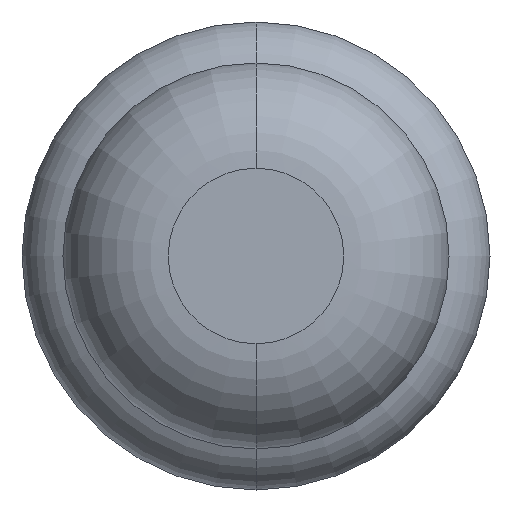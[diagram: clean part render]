
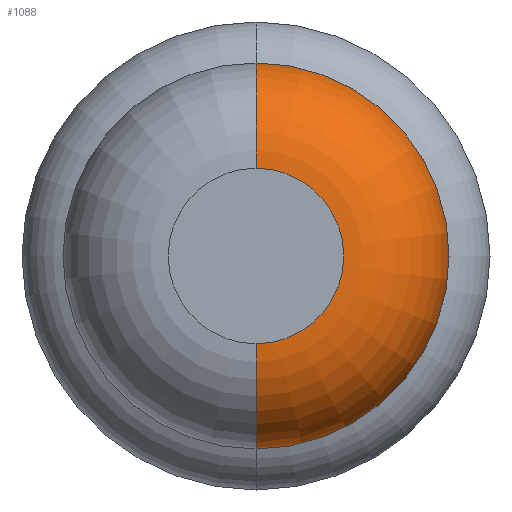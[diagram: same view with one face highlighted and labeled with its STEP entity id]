
A CAD part, front view. The second image highlights one B-rep face of the part: STEP entity #1088.
In plain terms, the highlighted toroidal (fillet/blend) face has major radius 0.375 mm and minor radius 0.45 mm.
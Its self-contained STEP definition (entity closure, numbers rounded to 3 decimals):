
#182 = DIRECTION ( 'NONE',  ( 0., 1., 0. ) ) ;
#431 = DIRECTION ( 'NONE',  ( -1., 0., 0. ) ) ;
#697 = EDGE_CURVE ( 'Defeature ausgef�hrt1_8+Defeature ausgef�hrt1_7+Defeature ausgef�hrt1_7+Defeature ausgef�hrt1_7', #1811, #1112, #3810, .T. ) ;
#729 = VERTEX_POINT ( 'NONE', #2966 ) ;
#840 = DIRECTION ( 'NONE',  ( 0., 1., 0. ) ) ;
#998 = DIRECTION ( 'NONE',  ( 0., 0., -1. ) ) ;
#1022 = ORIENTED_EDGE ( 'NONE', *, *, #4248, .F. ) ;
#1088 = ADVANCED_FACE ( 'Defeature ausgef�hrt1_7', ( #4430 ), #1521, .T. ) ;
#1112 = VERTEX_POINT ( 'NONE', #2357 ) ;
#1161 = CARTESIAN_POINT ( 'NONE',  ( 0., -25.55, 0.375 ) ) ;
#1255 = CIRCLE ( 'NONE', #3840, 0.45 ) ;
#1282 = EDGE_CURVE ( 'NONE', #729, #1112, #3528, .T. ) ;
#1325 = CARTESIAN_POINT ( 'NONE',  ( 0., -25.55, -0.375 ) ) ;
#1357 = ORIENTED_EDGE ( 'NONE', *, *, #3938, .T. ) ;
#1521 = TOROIDAL_SURFACE ( 'NONE', #2611, 0.375, 0.45 ) ;
#1811 = VERTEX_POINT ( 'NONE', #4580 ) ;
#2075 = AXIS2_PLACEMENT_3D ( 'NONE', #4607, #182, #3476 ) ;
#2316 = ORIENTED_EDGE ( 'NONE', *, *, #697, .F. ) ;
#2357 = CARTESIAN_POINT ( 'NONE',  ( 0., -25.55, -0.825 ) ) ;
#2416 = DIRECTION ( 'NONE',  ( 1., 0., 0. ) ) ;
#2580 = DIRECTION ( 'NONE',  ( 0., 0., 1. ) ) ;
#2611 = AXIS2_PLACEMENT_3D ( 'NONE', #3013, #840, #2667 ) ;
#2667 = DIRECTION ( 'NONE',  ( 0., 0., 1. ) ) ;
#2757 = ORIENTED_EDGE ( 'NONE', *, *, #1282, .T. ) ;
#2966 = CARTESIAN_POINT ( 'NONE',  ( 0., -26., -0.375 ) ) ;
#3005 = VERTEX_POINT ( 'NONE', #3572 ) ;
#3013 = CARTESIAN_POINT ( 'NONE',  ( 0., -25.55, 0. ) ) ;
#3339 = DIRECTION ( 'NONE',  ( 0., 0., 1. ) ) ;
#3340 = DIRECTION ( 'NONE',  ( 0., 1., 0. ) ) ;
#3476 = DIRECTION ( 'NONE',  ( 0., 0., 1. ) ) ;
#3528 = CIRCLE ( 'NONE', #4555, 0.45 ) ;
#3572 = CARTESIAN_POINT ( 'NONE',  ( 0., -26., 0.375 ) ) ;
#3720 = CIRCLE ( 'NONE', #2075, 0.375 ) ;
#3723 = CARTESIAN_POINT ( 'NONE',  ( 0., -25.55, 0. ) ) ;
#3810 = CIRCLE ( 'NONE', #4161, 0.825 ) ;
#3840 = AXIS2_PLACEMENT_3D ( 'NONE', #1161, #431, #3339 ) ;
#3845 = EDGE_LOOP ( 'NONE', ( #1357, #2757, #2316, #1022 ) ) ;
#3938 = EDGE_CURVE ( 'Defeature ausgef�hrt1_7+Defeature ausgef�hrt1_6+Defeature ausgef�hrt1_6+Defeature ausgef�hrt1_6', #3005, #729, #3720, .T. ) ;
#4161 = AXIS2_PLACEMENT_3D ( 'NONE', #3723, #3340, #2580 ) ;
#4248 = EDGE_CURVE ( 'NONE', #3005, #1811, #1255, .T. ) ;
#4430 = FACE_OUTER_BOUND ( 'NONE', #3845, .T. ) ;
#4555 = AXIS2_PLACEMENT_3D ( 'NONE', #1325, #2416, #998 ) ;
#4580 = CARTESIAN_POINT ( 'NONE',  ( 0., -25.55, 0.825 ) ) ;
#4607 = CARTESIAN_POINT ( 'NONE',  ( 0., -26., 0. ) ) ;
